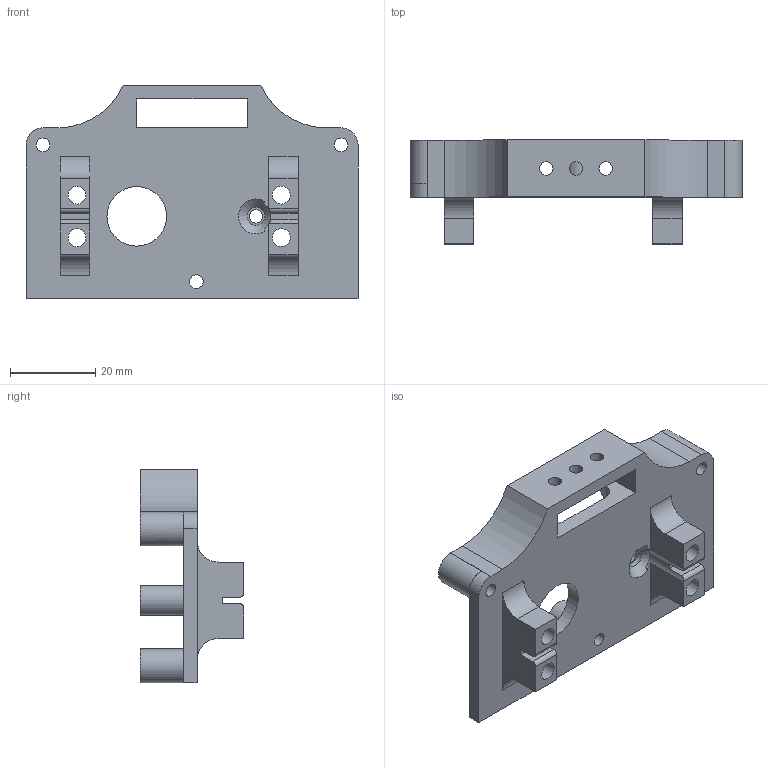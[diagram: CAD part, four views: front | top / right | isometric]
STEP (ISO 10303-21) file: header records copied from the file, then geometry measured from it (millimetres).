
FILE_DESCRIPTION(/* description */ (''),/* implementation_level */ '2;1');
FILE_NAME(/* name */ '',/* time_stamp */ '2025-03-18T15:20:48+03:00',/* author */ ('Phantom'),/* organization */ (''),/* preprocessor_version */ 'ST-DEVELOPER v20',/* originating_system */ 'Autodesk Inventor 2025',/* authorisation */ '');
FILE_SCHEMA (('AUTOMOTIVE_DESIGN { 1 0 10303 214 3 1 1 }'));
Length unit declared in the file: millimetre
Products named in the file (1): ПЕРЕДНИЙ ЗАХВАТ
Bounding box: 78.04 x 24.4 x 50.15 mm (x, y, z)
Volume: 17648.3 mm3; surface area: 12421.4 mm2
Topology: 1 solids, 1 shells, 80 faces, 226 edges, 154 vertices
Faces by surface type: plane 44, cylinder 31, cone 5
Full cylindrical faces by diameter (mm): 3.15 x1, 3.2 x6, 4.2 x5, 7 x1, 8 x1, 14 x1
Entity records: 2727 total; most frequent: CARTESIAN_POINT 489, DIRECTION 461, ORIENTED_EDGE 448, EDGE_CURVE 224, AXIS2_PLACEMENT_3D 162, VERTEX_POINT 148, LINE 137, VECTOR 137
